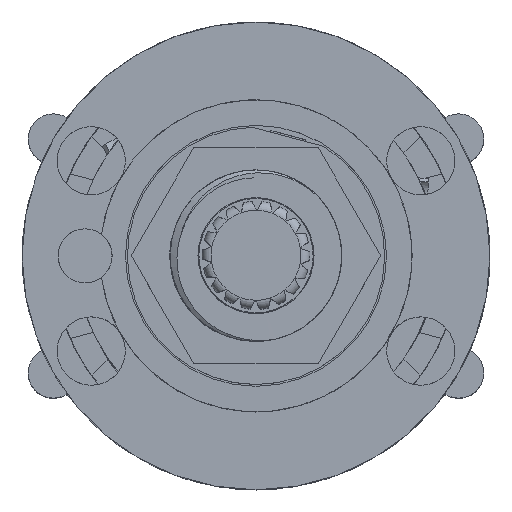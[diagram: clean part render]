
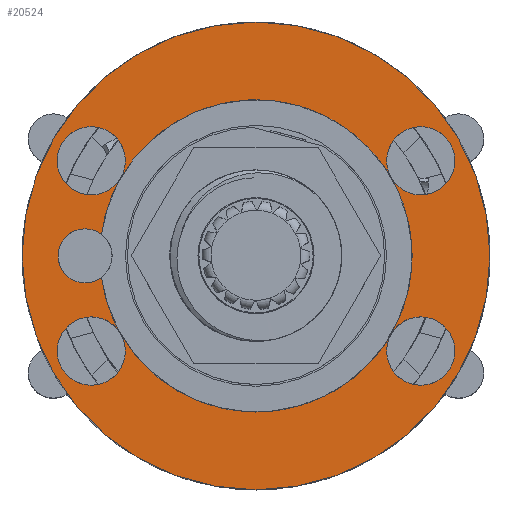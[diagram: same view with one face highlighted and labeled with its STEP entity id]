
A CAD part, top view. The second image highlights one B-rep face of the part: STEP entity #20524.
In plain terms, the highlighted planar face has unit normal (0, 0, 1).
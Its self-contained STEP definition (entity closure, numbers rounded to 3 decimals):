
#550=FACE_BOUND('',#2440,.T.);
#1310=FACE_OUTER_BOUND('',#2439,.T.);
#2439=EDGE_LOOP('',(#17217));
#2440=EDGE_LOOP('',(#17218,#17219,#17220,#17221,#17222,#17223,#17224,#17225,
#17226,#17227,#17228,#17229,#17230,#17231,#17232));
#2979=CIRCLE('',#21863,1.9);
#2980=CIRCLE('',#21864,1.9);
#2986=CIRCLE('',#21872,1.9);
#2987=CIRCLE('',#21873,1.9);
#2989=CIRCLE('',#21877,13.);
#2990=CIRCLE('',#21878,1.9);
#2991=CIRCLE('',#21879,8.675);
#2992=CIRCLE('',#21880,8.675);
#2993=CIRCLE('',#21881,1.5);
#2994=CIRCLE('',#21882,1.5);
#2995=CIRCLE('',#21883,8.675);
#2996=CIRCLE('',#21884,1.9);
#2997=CIRCLE('',#21885,1.9);
#2998=CIRCLE('',#21886,8.675);
#2999=CIRCLE('',#21887,8.675);
#3000=CIRCLE('',#21888,1.9);
#9618=VERTEX_POINT('',#33449);
#9619=VERTEX_POINT('',#33450);
#9628=VERTEX_POINT('',#33478);
#9629=VERTEX_POINT('',#33479);
#9630=VERTEX_POINT('',#33486);
#9631=VERTEX_POINT('',#33488);
#9632=VERTEX_POINT('',#33489);
#9633=VERTEX_POINT('',#33492);
#9634=VERTEX_POINT('',#33494);
#9635=VERTEX_POINT('',#33496);
#9636=VERTEX_POINT('',#33498);
#9637=VERTEX_POINT('',#33500);
#12241=EDGE_CURVE('',#9618,#9619,#2979,.T.);
#12242=EDGE_CURVE('',#9619,#9618,#2980,.T.);
#12258=EDGE_CURVE('',#9628,#9629,#2986,.T.);
#12259=EDGE_CURVE('',#9629,#9628,#2987,.T.);
#12262=EDGE_CURVE('',#9630,#9630,#2989,.T.);
#12263=EDGE_CURVE('',#9631,#9632,#2990,.T.);
#12264=EDGE_CURVE('',#9631,#9618,#2991,.T.);
#12265=EDGE_CURVE('',#9618,#9633,#2992,.T.);
#12266=EDGE_CURVE('',#9634,#9633,#2993,.T.);
#12267=EDGE_CURVE('',#9635,#9634,#2994,.T.);
#12268=EDGE_CURVE('',#9635,#9636,#2995,.T.);
#12269=EDGE_CURVE('',#9637,#9636,#2996,.T.);
#12270=EDGE_CURVE('',#9636,#9637,#2997,.T.);
#12271=EDGE_CURVE('',#9636,#9628,#2998,.T.);
#12272=EDGE_CURVE('',#9628,#9631,#2999,.T.);
#12273=EDGE_CURVE('',#9632,#9631,#3000,.T.);
#17217=ORIENTED_EDGE('',*,*,#12262,.T.);
#17218=ORIENTED_EDGE('',*,*,#12263,.F.);
#17219=ORIENTED_EDGE('',*,*,#12264,.T.);
#17220=ORIENTED_EDGE('',*,*,#12241,.T.);
#17221=ORIENTED_EDGE('',*,*,#12242,.T.);
#17222=ORIENTED_EDGE('',*,*,#12265,.T.);
#17223=ORIENTED_EDGE('',*,*,#12266,.F.);
#17224=ORIENTED_EDGE('',*,*,#12267,.F.);
#17225=ORIENTED_EDGE('',*,*,#12268,.T.);
#17226=ORIENTED_EDGE('',*,*,#12269,.F.);
#17227=ORIENTED_EDGE('',*,*,#12270,.F.);
#17228=ORIENTED_EDGE('',*,*,#12271,.T.);
#17229=ORIENTED_EDGE('',*,*,#12258,.T.);
#17230=ORIENTED_EDGE('',*,*,#12259,.T.);
#17231=ORIENTED_EDGE('',*,*,#12272,.T.);
#17232=ORIENTED_EDGE('',*,*,#12273,.F.);
#19603=PLANE('',#21876);
#20524=ADVANCED_FACE('',(#1310,#550),#19603,.T.);
#21863=AXIS2_PLACEMENT_3D('',#33451,#26159,#26160);
#21864=AXIS2_PLACEMENT_3D('',#33452,#26161,#26162);
#21872=AXIS2_PLACEMENT_3D('',#33480,#26187,#26188);
#21873=AXIS2_PLACEMENT_3D('',#33481,#26189,#26190);
#21876=AXIS2_PLACEMENT_3D('',#33485,#26196,#26197);
#21877=AXIS2_PLACEMENT_3D('',#33487,#26198,#26199);
#21878=AXIS2_PLACEMENT_3D('',#33490,#26200,#26201);
#21879=AXIS2_PLACEMENT_3D('',#33491,#26202,#26203);
#21880=AXIS2_PLACEMENT_3D('',#33493,#26204,#26205);
#21881=AXIS2_PLACEMENT_3D('',#33495,#26206,#26207);
#21882=AXIS2_PLACEMENT_3D('',#33497,#26208,#26209);
#21883=AXIS2_PLACEMENT_3D('',#33499,#26210,#26211);
#21884=AXIS2_PLACEMENT_3D('',#33501,#26212,#26213);
#21885=AXIS2_PLACEMENT_3D('',#33502,#26214,#26215);
#21886=AXIS2_PLACEMENT_3D('',#33503,#26216,#26217);
#21887=AXIS2_PLACEMENT_3D('',#33504,#26218,#26219);
#21888=AXIS2_PLACEMENT_3D('',#33505,#26220,#26221);
#26159=DIRECTION('center_axis',(0.,0.,-1.));
#26160=DIRECTION('ref_axis',(0.5,-0.866,0.));
#26161=DIRECTION('center_axis',(0.,0.,-1.));
#26162=DIRECTION('ref_axis',(0.5,-0.866,0.));
#26187=DIRECTION('center_axis',(0.,0.,-1.));
#26188=DIRECTION('ref_axis',(-0.5,0.866,0.));
#26189=DIRECTION('center_axis',(0.,0.,-1.));
#26190=DIRECTION('ref_axis',(-0.5,0.866,0.));
#26196=DIRECTION('center_axis',(0.,0.,1.));
#26197=DIRECTION('ref_axis',(1.,0.,0.));
#26198=DIRECTION('center_axis',(0.,0.,1.));
#26199=DIRECTION('ref_axis',(1.,0.,0.));
#26200=DIRECTION('center_axis',(0.,0.,1.));
#26201=DIRECTION('ref_axis',(-1.,0.,0.));
#26202=DIRECTION('center_axis',(0.,0.,-1.));
#26203=DIRECTION('ref_axis',(-0.5,-0.866,0.));
#26204=DIRECTION('center_axis',(0.,0.,-1.));
#26205=DIRECTION('ref_axis',(-0.5,0.866,0.));
#26206=DIRECTION('center_axis',(0.,0.,1.));
#26207=DIRECTION('ref_axis',(0.796,-0.605,0.));
#26208=DIRECTION('center_axis',(0.,0.,1.));
#26209=DIRECTION('ref_axis',(0.796,-0.605,0.));
#26210=DIRECTION('center_axis',(0.,0.,-1.));
#26211=DIRECTION('ref_axis',(0.138,0.99,0.));
#26212=DIRECTION('center_axis',(0.,0.,1.));
#26213=DIRECTION('ref_axis',(-0.5,-0.866,0.));
#26214=DIRECTION('center_axis',(0.,0.,1.));
#26215=DIRECTION('ref_axis',(-0.5,-0.866,0.));
#26216=DIRECTION('center_axis',(0.,0.,-1.));
#26217=DIRECTION('ref_axis',(0.5,0.866,0.));
#26218=DIRECTION('center_axis',(0.,0.,-1.));
#26219=DIRECTION('ref_axis',(0.5,-0.866,0.));
#26220=DIRECTION('center_axis',(0.,0.,1.));
#26221=DIRECTION('ref_axis',(-1.,0.,0.));
#33449=CARTESIAN_POINT('',(-4.338,7.513,5.3));
#33450=CARTESIAN_POINT('',(-3.388,9.158,5.3));
#33451=CARTESIAN_POINT('Origin',(-5.288,9.158,5.3));
#33452=CARTESIAN_POINT('Origin',(-5.288,9.158,5.3));
#33478=CARTESIAN_POINT('',(4.338,-7.513,5.3));
#33479=CARTESIAN_POINT('',(3.388,-9.158,5.3));
#33480=CARTESIAN_POINT('Origin',(5.288,-9.158,5.3));
#33481=CARTESIAN_POINT('Origin',(5.288,-9.158,5.3));
#33485=CARTESIAN_POINT('Origin',(0.,0.,5.3));
#33486=CARTESIAN_POINT('',(-13.,0.,5.3));
#33487=CARTESIAN_POINT('Origin',(0.,0.,5.3));
#33488=CARTESIAN_POINT('',(-4.338,-7.513,5.3));
#33489=CARTESIAN_POINT('',(-3.388,-9.158,5.3));
#33490=CARTESIAN_POINT('Origin',(-5.288,-9.158,5.3));
#33491=CARTESIAN_POINT('Origin',(0.,0.,5.3));
#33492=CARTESIAN_POINT('',(-1.194,8.592,5.3));
#33493=CARTESIAN_POINT('Origin',(0.,0.,5.3));
#33494=CARTESIAN_POINT('',(-1.5,9.5,5.3));
#33495=CARTESIAN_POINT('Origin',(0.,9.5,5.3));
#33496=CARTESIAN_POINT('',(1.194,8.592,5.3));
#33497=CARTESIAN_POINT('Origin',(0.,9.5,5.3));
#33498=CARTESIAN_POINT('',(4.338,7.513,5.3));
#33499=CARTESIAN_POINT('Origin',(0.,0.,5.3));
#33500=CARTESIAN_POINT('',(3.388,9.158,5.3));
#33501=CARTESIAN_POINT('Origin',(5.288,9.158,5.3));
#33502=CARTESIAN_POINT('Origin',(5.288,9.158,5.3));
#33503=CARTESIAN_POINT('Origin',(0.,0.,5.3));
#33504=CARTESIAN_POINT('Origin',(0.,0.,5.3));
#33505=CARTESIAN_POINT('Origin',(-5.288,-9.158,5.3));
